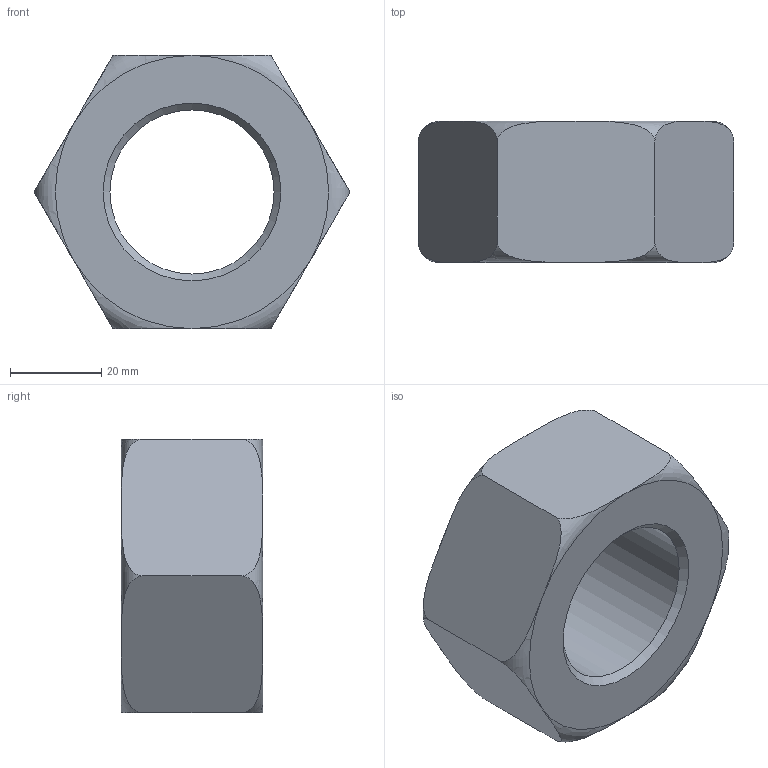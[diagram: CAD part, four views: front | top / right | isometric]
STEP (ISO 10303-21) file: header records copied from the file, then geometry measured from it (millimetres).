
FILE_DESCRIPTION (( 'STEP AP214' ), '1' );
FILE_NAME ('DIN 934 Nut M39x3.STEP', '2023-02-24T13:12:32', ( '' ), ( '' ), 'SwSTEP 2.0', 'SolidWorks 2020', '' );
FILE_SCHEMA (( 'AUTOMOTIVE_DESIGN' ));
Length unit declared in the file: millimetre
Products named in the file (1): DIN 934 Nut M39x3
Bounding box: 69.28 x 31 x 60 mm (x, y, z)
Volume: 64611.4 mm3; surface area: 13771.5 mm2
Topology: 1 solids, 1 shells, 23 faces, 54 edges, 33 vertices
Faces by surface type: torus 12, plane 8, cone 2, cylinder 1
Full cylindrical faces by diameter (mm): 36 x1
Entity records: 1246 total; most frequent: CARTESIAN_POINT 716, ORIENTED_EDGE 102, DIRECTION 91, EDGE_CURVE 51, AXIS2_PLACEMENT_3D 40, VERTEX_POINT 33, EDGE_LOOP 28, FACE_OUTER_BOUND 24
